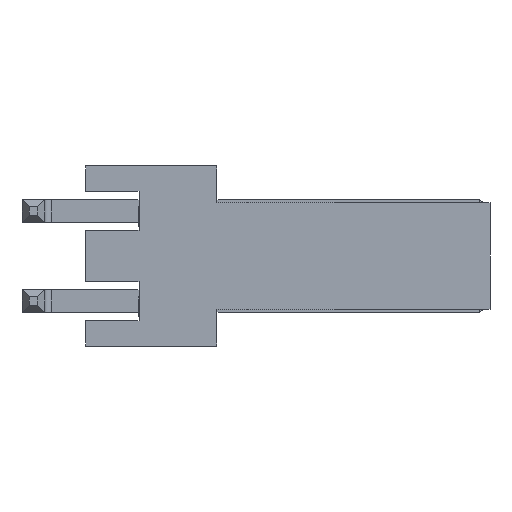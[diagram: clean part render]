
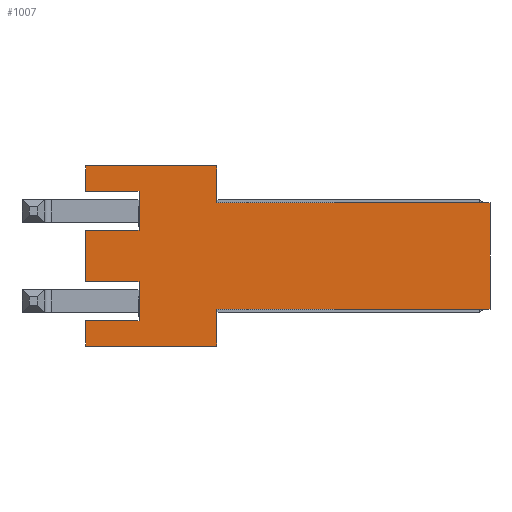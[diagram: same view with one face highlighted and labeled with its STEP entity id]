
A CAD part, front view. The second image highlights one B-rep face of the part: STEP entity #1007.
In plain terms, the highlighted planar face has unit normal (0, -1, 0).
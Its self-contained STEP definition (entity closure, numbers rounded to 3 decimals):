
#3 = CARTESIAN_POINT ( 'NONE',  ( 0., 0., -2.54 ) ) ;
#8 = EDGE_CURVE ( 'NONE', #1241, #1226, #1551, .T. ) ;
#35 = DIRECTION ( 'NONE',  ( 0., 0., 1. ) ) ;
#43 = CARTESIAN_POINT ( 'NONE',  ( 0., 0., 0.72 ) ) ;
#60 = CARTESIAN_POINT ( 'NONE',  ( 3.7, 0., 2.54 ) ) ;
#61 = CARTESIAN_POINT ( 'NONE',  ( 1.5, 0., 0.72 ) ) ;
#68 = DIRECTION ( 'NONE',  ( 1., 0., 0. ) ) ;
#69 = LINE ( 'NONE', #1688, #631 ) ;
#148 = EDGE_LOOP ( 'NONE', ( #1845, #415, #885, #1337, #2109, #2142, #964, #1535, #1766, #932, #1117, #856, #1999, #574, #788, #363 ) ) ;
#162 = FACE_OUTER_BOUND ( 'NONE', #148, .T. ) ;
#163 = LINE ( 'NONE', #1962, #1300 ) ;
#187 = EDGE_CURVE ( 'NONE', #1306, #592, #1325, .T. ) ;
#214 = CARTESIAN_POINT ( 'NONE',  ( 3.7, 0., 2.54 ) ) ;
#222 = DIRECTION ( 'NONE',  ( 1., 0., 0. ) ) ;
#239 = EDGE_CURVE ( 'NONE', #249, #2320, #499, .T. ) ;
#249 = VERTEX_POINT ( 'NONE', #846 ) ;
#250 = EDGE_CURVE ( 'NONE', #2446, #2403, #2426, .T. ) ;
#251 = VECTOR ( 'NONE', #1250, 1000. ) ;
#257 = CARTESIAN_POINT ( 'NONE',  ( 0., 0., 2.54 ) ) ;
#258 = CARTESIAN_POINT ( 'NONE',  ( 3.7, 0., 2.54 ) ) ;
#273 = EDGE_CURVE ( 'NONE', #1241, #1631, #1866, .T. ) ;
#283 = VECTOR ( 'NONE', #1218, 1000. ) ;
#308 = VECTOR ( 'NONE', #2237, 1000. ) ;
#314 = CARTESIAN_POINT ( 'NONE',  ( 0., 0., -0.72 ) ) ;
#363 = ORIENTED_EDGE ( 'NONE', *, *, #2225, .F. ) ;
#369 = CARTESIAN_POINT ( 'NONE',  ( 1.5, 0., 1.82 ) ) ;
#415 = ORIENTED_EDGE ( 'NONE', *, *, #250, .F. ) ;
#435 = VECTOR ( 'NONE', #829, 1000. ) ;
#440 = CARTESIAN_POINT ( 'NONE',  ( 0., 0., 2.54 ) ) ;
#490 = EDGE_CURVE ( 'NONE', #975, #2320, #969, .T. ) ;
#499 = LINE ( 'NONE', #440, #972 ) ;
#574 = ORIENTED_EDGE ( 'NONE', *, *, #490, .F. ) ;
#592 = VERTEX_POINT ( 'NONE', #3 ) ;
#612 = VERTEX_POINT ( 'NONE', #2188 ) ;
#631 = VECTOR ( 'NONE', #951, 1000. ) ;
#658 = CARTESIAN_POINT ( 'NONE',  ( 0., 0., 1.82 ) ) ;
#788 = ORIENTED_EDGE ( 'NONE', *, *, #2021, .F. ) ;
#800 = DIRECTION ( 'NONE',  ( 0., 1., 0. ) ) ;
#807 = EDGE_CURVE ( 'NONE', #1120, #249, #69, .T. ) ;
#829 = DIRECTION ( 'NONE',  ( 0., 0., -1. ) ) ;
#846 = CARTESIAN_POINT ( 'NONE',  ( 0., 0., 2.54 ) ) ;
#856 = ORIENTED_EDGE ( 'NONE', *, *, #807, .T. ) ;
#885 = ORIENTED_EDGE ( 'NONE', *, *, #1282, .F. ) ;
#907 = EDGE_CURVE ( 'NONE', #1306, #612, #1587, .T. ) ;
#913 = CARTESIAN_POINT ( 'NONE',  ( 11.4, 0., 1.5 ) ) ;
#932 = ORIENTED_EDGE ( 'NONE', *, *, #1955, .F. ) ;
#945 = EDGE_CURVE ( 'NONE', #1226, #592, #1932, .T. ) ;
#951 = DIRECTION ( 'NONE',  ( -1., 0., 0. ) ) ;
#962 = VECTOR ( 'NONE', #1223, 1000. ) ;
#964 = ORIENTED_EDGE ( 'NONE', *, *, #8, .F. ) ;
#969 = LINE ( 'NONE', #658, #1074 ) ;
#972 = VECTOR ( 'NONE', #2431, 1000. ) ;
#975 = VERTEX_POINT ( 'NONE', #369 ) ;
#987 = CARTESIAN_POINT ( 'NONE',  ( 0., 0., -1.82 ) ) ;
#1007 = ADVANCED_FACE ( 'NONE', ( #162 ), #2253, .F. ) ;
#1026 = CARTESIAN_POINT ( 'NONE',  ( 0., 0., -0.72 ) ) ;
#1064 = DIRECTION ( 'NONE',  ( 0., 0., 1. ) ) ;
#1074 = VECTOR ( 'NONE', #2490, 1000. ) ;
#1117 = ORIENTED_EDGE ( 'NONE', *, *, #1167, .F. ) ;
#1120 = VERTEX_POINT ( 'NONE', #60 ) ;
#1125 = CARTESIAN_POINT ( 'NONE',  ( 11.4, 0., -1.5 ) ) ;
#1137 = CARTESIAN_POINT ( 'NONE',  ( 3.7, 0., 1.5 ) ) ;
#1157 = DIRECTION ( 'NONE',  ( -1., 0., 0. ) ) ;
#1167 = EDGE_CURVE ( 'NONE', #1120, #2358, #2555, .T. ) ;
#1201 = CARTESIAN_POINT ( 'NONE',  ( 3.7, 0., 2.54 ) ) ;
#1218 = DIRECTION ( 'NONE',  ( -1., 0., 0. ) ) ;
#1223 = DIRECTION ( 'NONE',  ( 1., 0., 0. ) ) ;
#1226 = VERTEX_POINT ( 'NONE', #1777 ) ;
#1241 = VERTEX_POINT ( 'NONE', #2553 ) ;
#1250 = DIRECTION ( 'NONE',  ( 0., 0., -1. ) ) ;
#1282 = EDGE_CURVE ( 'NONE', #612, #2446, #163, .T. ) ;
#1283 = VERTEX_POINT ( 'NONE', #1938 ) ;
#1300 = VECTOR ( 'NONE', #1530, 1000. ) ;
#1306 = VERTEX_POINT ( 'NONE', #1747 ) ;
#1316 = AXIS2_PLACEMENT_3D ( 'NONE', #214, #800, #35 ) ;
#1325 = LINE ( 'NONE', #257, #251 ) ;
#1337 = ORIENTED_EDGE ( 'NONE', *, *, #907, .F. ) ;
#1345 = VECTOR ( 'NONE', #1064, 1000. ) ;
#1358 = VECTOR ( 'NONE', #222, 1000. ) ;
#1397 = CARTESIAN_POINT ( 'NONE',  ( 3.7, 0., -2.54 ) ) ;
#1430 = CARTESIAN_POINT ( 'NONE',  ( 0., 0., 2.54 ) ) ;
#1432 = CARTESIAN_POINT ( 'NONE',  ( 11.4, 0., -1.5 ) ) ;
#1526 = VECTOR ( 'NONE', #1779, 1000. ) ;
#1530 = DIRECTION ( 'NONE',  ( 0., 0., 1. ) ) ;
#1535 = ORIENTED_EDGE ( 'NONE', *, *, #273, .T. ) ;
#1551 = LINE ( 'NONE', #1201, #308 ) ;
#1557 = CARTESIAN_POINT ( 'NONE',  ( 1.5, 0., -0.72 ) ) ;
#1587 = LINE ( 'NONE', #987, #1526 ) ;
#1631 = VERTEX_POINT ( 'NONE', #1125 ) ;
#1688 = CARTESIAN_POINT ( 'NONE',  ( 3.7, 0., 2.54 ) ) ;
#1747 = CARTESIAN_POINT ( 'NONE',  ( 0., 0., -1.82 ) ) ;
#1766 = ORIENTED_EDGE ( 'NONE', *, *, #2600, .F. ) ;
#1777 = CARTESIAN_POINT ( 'NONE',  ( 3.7, 0., -2.54 ) ) ;
#1779 = DIRECTION ( 'NONE',  ( 1., 0., 0. ) ) ;
#1825 = VECTOR ( 'NONE', #2159, 1000. ) ;
#1845 = ORIENTED_EDGE ( 'NONE', *, *, #1948, .T. ) ;
#1866 = LINE ( 'NONE', #1432, #1358 ) ;
#1871 = DIRECTION ( 'NONE',  ( 0., 0., -1. ) ) ;
#1916 = VERTEX_POINT ( 'NONE', #43 ) ;
#1932 = LINE ( 'NONE', #1397, #2127 ) ;
#1938 = CARTESIAN_POINT ( 'NONE',  ( 1.5, 0., 0.72 ) ) ;
#1948 = EDGE_CURVE ( 'NONE', #1916, #2403, #1975, .T. ) ;
#1955 = EDGE_CURVE ( 'NONE', #2358, #2599, #2382, .T. ) ;
#1962 = CARTESIAN_POINT ( 'NONE',  ( 1.5, 0., -1.82 ) ) ;
#1975 = LINE ( 'NONE', #1430, #435 ) ;
#1999 = ORIENTED_EDGE ( 'NONE', *, *, #239, .T. ) ;
#2021 = EDGE_CURVE ( 'NONE', #1283, #975, #2411, .T. ) ;
#2081 = VECTOR ( 'NONE', #68, 1000. ) ;
#2109 = ORIENTED_EDGE ( 'NONE', *, *, #187, .T. ) ;
#2127 = VECTOR ( 'NONE', #1157, 1000. ) ;
#2142 = ORIENTED_EDGE ( 'NONE', *, *, #945, .F. ) ;
#2159 = DIRECTION ( 'NONE',  ( 0., 0., -1. ) ) ;
#2188 = CARTESIAN_POINT ( 'NONE',  ( 1.5, 0., -1.82 ) ) ;
#2225 = EDGE_CURVE ( 'NONE', #1916, #1283, #2241, .T. ) ;
#2236 = LINE ( 'NONE', #913, #1825 ) ;
#2237 = DIRECTION ( 'NONE',  ( 0., 0., -1. ) ) ;
#2241 = LINE ( 'NONE', #2296, #2081 ) ;
#2253 = PLANE ( 'NONE',  #1316 ) ;
#2254 = CARTESIAN_POINT ( 'NONE',  ( 11.4, 0., 1.5 ) ) ;
#2296 = CARTESIAN_POINT ( 'NONE',  ( 0., 0., 0.72 ) ) ;
#2320 = VERTEX_POINT ( 'NONE', #2502 ) ;
#2358 = VERTEX_POINT ( 'NONE', #1137 ) ;
#2382 = LINE ( 'NONE', #2254, #962 ) ;
#2403 = VERTEX_POINT ( 'NONE', #314 ) ;
#2411 = LINE ( 'NONE', #61, #1345 ) ;
#2426 = LINE ( 'NONE', #1026, #283 ) ;
#2431 = DIRECTION ( 'NONE',  ( 0., 0., -1. ) ) ;
#2446 = VERTEX_POINT ( 'NONE', #1557 ) ;
#2490 = DIRECTION ( 'NONE',  ( -1., 0., 0. ) ) ;
#2497 = VECTOR ( 'NONE', #1871, 1000. ) ;
#2502 = CARTESIAN_POINT ( 'NONE',  ( 0., 0., 1.82 ) ) ;
#2553 = CARTESIAN_POINT ( 'NONE',  ( 3.7, 0., -1.5 ) ) ;
#2555 = LINE ( 'NONE', #258, #2497 ) ;
#2562 = CARTESIAN_POINT ( 'NONE',  ( 11.4, 0., 1.5 ) ) ;
#2599 = VERTEX_POINT ( 'NONE', #2562 ) ;
#2600 = EDGE_CURVE ( 'NONE', #2599, #1631, #2236, .T. ) ;
